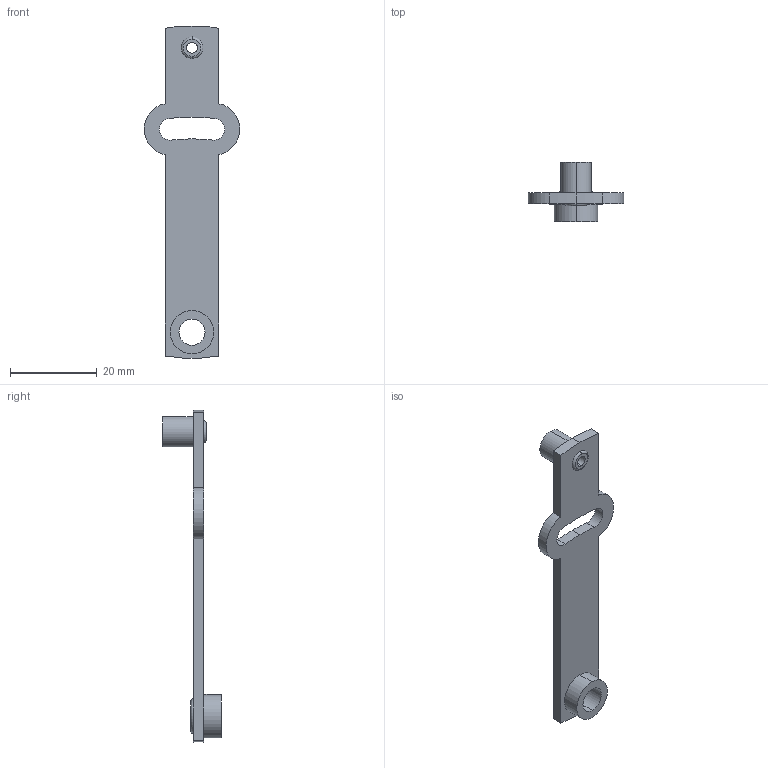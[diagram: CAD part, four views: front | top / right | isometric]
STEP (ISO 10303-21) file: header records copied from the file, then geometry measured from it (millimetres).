
FILE_DESCRIPTION (( 'STEP AP214' ), '1' );
FILE_NAME ('Carriage Movement Arm.STEP', '2025-07-06T08:35:26', ( '' ), ( '' ), 'SwSTEP 2.0', 'SolidWorks 2025', '' );
FILE_SCHEMA (( 'AUTOMOTIVE_DESIGN' ));
Length unit declared in the file: millimetre
Products named in the file (1): Carriage Movement Arm
Bounding box: 22 x 13.5 x 76.44 mm (x, y, z)
Volume: 2767.4 mm3; surface area: 2906 mm2
Topology: 1 solids, 1 shells, 33 faces, 81 edges, 54 vertices
Faces by surface type: cylinder 19, plane 10, torus 4
Entity records: 1051 total; most frequent: DIRECTION 199, CARTESIAN_POINT 169, ORIENTED_EDGE 162, AXIS2_PLACEMENT_3D 84, EDGE_CURVE 81, VERTEX_POINT 54, CIRCLE 50, EDGE_LOOP 43
